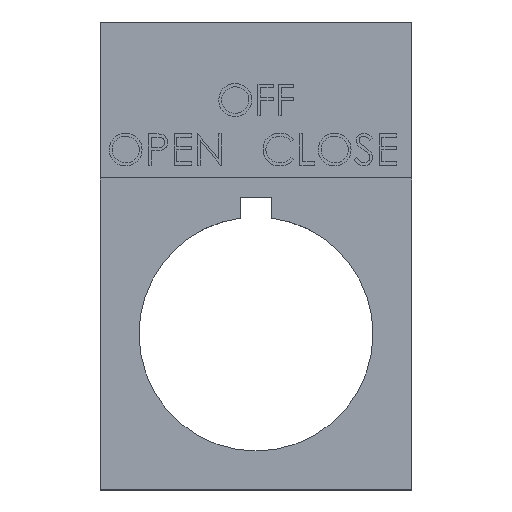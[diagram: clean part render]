
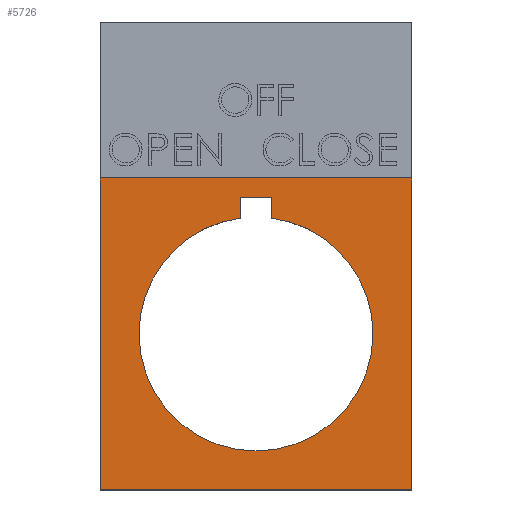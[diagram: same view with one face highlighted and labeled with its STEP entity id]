
A CAD part, top view. The second image highlights one B-rep face of the part: STEP entity #5726.
In plain terms, the highlighted planar face has unit normal (0, 0, 1).
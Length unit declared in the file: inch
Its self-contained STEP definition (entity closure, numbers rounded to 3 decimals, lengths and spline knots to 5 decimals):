
#62 = VERTEX_POINT ( 'NONE', #10303 ) ;
#140 = DIRECTION ( 'NONE',  ( 0., 0., 1. ) ) ;
#358 = DIRECTION ( 'NONE',  ( 1., 0., 0. ) ) ;
#852 = VERTEX_POINT ( 'NONE', #3855 ) ;
#1074 = FACE_OUTER_BOUND ( 'NONE', #2748, .T. ) ;
#1113 = CARTESIAN_POINT ( 'NONE',  ( -0.05906, 0.5177, 0.01969 ) ) ;
#1327 = VERTEX_POINT ( 'NONE', #5278 ) ;
#1385 = EDGE_CURVE ( 'NONE', #4092, #852, #3086, .T. ) ;
#1404 = ORIENTED_EDGE ( 'NONE', *, *, #1592, .T. ) ;
#1420 = VECTOR ( 'NONE', #5914, 39.37008 ) ;
#1479 = CARTESIAN_POINT ( 'NONE',  ( 0., 0., 0.01969 ) ) ;
#1486 = ORIENTED_EDGE ( 'NONE', *, *, #10384, .T. ) ;
#1561 = DIRECTION ( 'NONE',  ( 0., -1., 0. ) ) ;
#1592 = EDGE_CURVE ( 'NONE', #7020, #5413, #5396, .T. ) ;
#1743 = CARTESIAN_POINT ( 'NONE',  ( -0.19685, 0.59055, 0.01969 ) ) ;
#1889 = EDGE_LOOP ( 'NONE', ( #1404, #2795, #9381, #10541, #10044, #10293 ) ) ;
#2160 = ORIENTED_EDGE ( 'NONE', *, *, #2700, .F. ) ;
#2459 = CARTESIAN_POINT ( 'NONE',  ( 0.59055, 0.59055, 0.01969 ) ) ;
#2562 = CARTESIAN_POINT ( 'NONE',  ( -0.59055, 1.1811, 0.01969 ) ) ;
#2635 = VERTEX_POINT ( 'NONE', #10184 ) ;
#2689 = DIRECTION ( 'NONE',  ( 1., 0., 0. ) ) ;
#2700 = EDGE_CURVE ( 'NONE', #4946, #9864, #3499, .T. ) ;
#2748 = EDGE_LOOP ( 'NONE', ( #2160, #8671, #1486, #8473 ) ) ;
#2795 = ORIENTED_EDGE ( 'NONE', *, *, #4628, .T. ) ;
#2958 = DIRECTION ( 'NONE',  ( -1., 0., 0. ) ) ;
#3010 = DIRECTION ( 'NONE',  ( 1., 0., 0. ) ) ;
#3086 = CIRCLE ( 'NONE', #9143, 0.44291 ) ;
#3217 = VECTOR ( 'NONE', #2689, 39.37008 ) ;
#3499 = LINE ( 'NONE', #3741, #6882 ) ;
#3741 = CARTESIAN_POINT ( 'NONE',  ( -0.59055, -0.59055, 0.01969 ) ) ;
#3855 = CARTESIAN_POINT ( 'NONE',  ( 0.44291, 0., 0.01969 ) ) ;
#4092 = VERTEX_POINT ( 'NONE', #7204 ) ;
#4134 = CARTESIAN_POINT ( 'NONE',  ( -0.59055, 0.59055, 0.01969 ) ) ;
#4176 = CARTESIAN_POINT ( 'NONE',  ( 0.05906, 0.43896, 0.01969 ) ) ;
#4217 = PLANE ( 'NONE',  #8273 ) ;
#4234 = EDGE_CURVE ( 'NONE', #9864, #62, #9037, .T. ) ;
#4628 = EDGE_CURVE ( 'NONE', #5413, #4092, #6175, .T. ) ;
#4935 = CARTESIAN_POINT ( 'NONE',  ( 0.59055, -0.59055, 0.01969 ) ) ;
#4946 = VERTEX_POINT ( 'NONE', #4935 ) ;
#5047 = CARTESIAN_POINT ( 'NONE',  ( 0., 0.29528, 0.01969 ) ) ;
#5055 = FACE_BOUND ( 'NONE', #1889, .T. ) ;
#5278 = CARTESIAN_POINT ( 'NONE',  ( 0.59055, 0.59055, 0.01969 ) ) ;
#5363 = B_SPLINE_CURVE_WITH_KNOTS ( 'NONE', 3,
 ( #2459, #9065, #1743, #4134 ),
 .UNSPECIFIED., .F., .F.,
 ( 4, 4 ),
 ( 0., 1. ),
 .UNSPECIFIED. ) ;
#5396 = LINE ( 'NONE', #8292, #3217 ) ;
#5413 = VERTEX_POINT ( 'NONE', #8654 ) ;
#5536 = DIRECTION ( 'NONE',  ( 0., 0., -1. ) ) ;
#5537 = EDGE_CURVE ( 'NONE', #1327, #4946, #8536, .T. ) ;
#5705 = VECTOR ( 'NONE', #1561, 39.37008 ) ;
#5726 = ADVANCED_FACE ( 'NONE', ( #5055, #1074 ), #4217, .T. ) ;
#5914 = DIRECTION ( 'NONE',  ( 0., 1., 0. ) ) ;
#6082 = DIRECTION ( 'NONE',  ( 0., 0., -1. ) ) ;
#6175 = LINE ( 'NONE', #4176, #9555 ) ;
#6436 = CARTESIAN_POINT ( 'NONE',  ( -0.59055, -0.59055, 0.01969 ) ) ;
#6640 = LINE ( 'NONE', #7009, #10524 ) ;
#6882 = VECTOR ( 'NONE', #2958, 39.37008 ) ;
#7009 = CARTESIAN_POINT ( 'NONE',  ( -0.05906, 0.5177, 0.01969 ) ) ;
#7020 = VERTEX_POINT ( 'NONE', #1113 ) ;
#7204 = CARTESIAN_POINT ( 'NONE',  ( 0.05906, 0.43896, 0.01969 ) ) ;
#7602 = DIRECTION ( 'NONE',  ( 0., -1., 0. ) ) ;
#7689 = VERTEX_POINT ( 'NONE', #8051 ) ;
#7698 = CIRCLE ( 'NONE', #9621, 0.44291 ) ;
#7785 = CARTESIAN_POINT ( 'NONE',  ( 0., 0., 0.01969 ) ) ;
#7971 = DIRECTION ( 'NONE',  ( 0., 0., -1. ) ) ;
#7978 = DIRECTION ( 'NONE',  ( 0., 1., 0. ) ) ;
#8051 = CARTESIAN_POINT ( 'NONE',  ( -0.05906, 0.43896, 0.01969 ) ) ;
#8240 = CARTESIAN_POINT ( 'NONE',  ( 0.59055, -0.59055, 0.01969 ) ) ;
#8273 = AXIS2_PLACEMENT_3D ( 'NONE', #5047, #140, #358 ) ;
#8292 = CARTESIAN_POINT ( 'NONE',  ( 0.05906, 0.5177, 0.01969 ) ) ;
#8473 = ORIENTED_EDGE ( 'NONE', *, *, #4234, .F. ) ;
#8509 = EDGE_CURVE ( 'NONE', #852, #2635, #10535, .T. ) ;
#8536 = LINE ( 'NONE', #8240, #5705 ) ;
#8654 = CARTESIAN_POINT ( 'NONE',  ( 0.05906, 0.5177, 0.01969 ) ) ;
#8671 = ORIENTED_EDGE ( 'NONE', *, *, #5537, .F. ) ;
#8773 = EDGE_CURVE ( 'NONE', #7689, #7020, #6640, .T. ) ;
#9037 = LINE ( 'NONE', #2562, #1420 ) ;
#9065 = CARTESIAN_POINT ( 'NONE',  ( 0.19685, 0.59055, 0.01969 ) ) ;
#9143 = AXIS2_PLACEMENT_3D ( 'NONE', #1479, #7971, #3010 ) ;
#9302 = DIRECTION ( 'NONE',  ( 1., 0., 0. ) ) ;
#9381 = ORIENTED_EDGE ( 'NONE', *, *, #1385, .T. ) ;
#9555 = VECTOR ( 'NONE', #7602, 39.37008 ) ;
#9621 = AXIS2_PLACEMENT_3D ( 'NONE', #9694, #5536, #9658 ) ;
#9658 = DIRECTION ( 'NONE',  ( 1., 0., 0. ) ) ;
#9694 = CARTESIAN_POINT ( 'NONE',  ( 0., 0., 0.01969 ) ) ;
#9864 = VERTEX_POINT ( 'NONE', #6436 ) ;
#9978 = AXIS2_PLACEMENT_3D ( 'NONE', #7785, #6082, #9302 ) ;
#10044 = ORIENTED_EDGE ( 'NONE', *, *, #10695, .T. ) ;
#10184 = CARTESIAN_POINT ( 'NONE',  ( -0.44291, 0., 0.01969 ) ) ;
#10293 = ORIENTED_EDGE ( 'NONE', *, *, #8773, .T. ) ;
#10303 = CARTESIAN_POINT ( 'NONE',  ( -0.59055, 0.59055, 0.01969 ) ) ;
#10384 = EDGE_CURVE ( 'NONE', #1327, #62, #5363, .T. ) ;
#10524 = VECTOR ( 'NONE', #7978, 39.37008 ) ;
#10535 = CIRCLE ( 'NONE', #9978, 0.44291 ) ;
#10541 = ORIENTED_EDGE ( 'NONE', *, *, #8509, .T. ) ;
#10695 = EDGE_CURVE ( 'NONE', #2635, #7689, #7698, .T. ) ;
